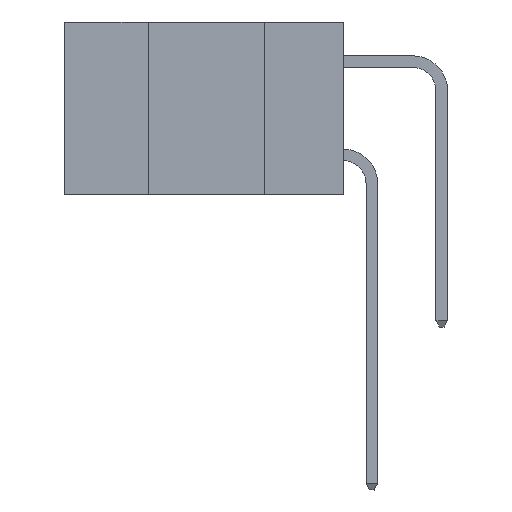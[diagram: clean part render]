
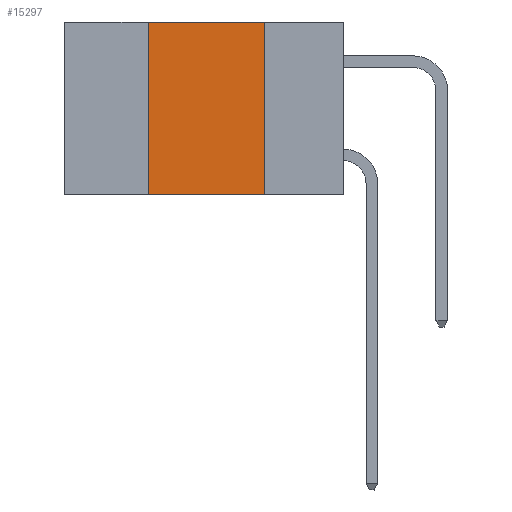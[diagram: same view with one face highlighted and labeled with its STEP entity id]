
A CAD part, left-side view. The second image highlights one B-rep face of the part: STEP entity #15297.
In plain terms, the highlighted planar face has unit normal (-1, 0, 0).
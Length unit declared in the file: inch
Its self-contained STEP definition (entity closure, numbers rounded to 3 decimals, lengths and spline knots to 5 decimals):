
#64 = EDGE_CURVE ( 'NONE', #4505, #7651, #11075, .T. ) ;
#1045 = LINE ( 'NONE', #4722, #2116 ) ;
#1127 = CARTESIAN_POINT ( 'NONE',  ( 0., 0.42, -0.37 ) ) ;
#1176 = VERTEX_POINT ( 'NONE', #2599 ) ;
#2116 = VECTOR ( 'NONE', #9017, 39.37008 ) ;
#2599 = CARTESIAN_POINT ( 'NONE',  ( 0., 0.17, 0. ) ) ;
#3566 = CARTESIAN_POINT ( 'NONE',  ( 0., 0.42, 0. ) ) ;
#4004 = CARTESIAN_POINT ( 'NONE',  ( 0., 0.42, -0.37 ) ) ;
#4391 = CARTESIAN_POINT ( 'NONE',  ( 0., 0.6, -0.37 ) ) ;
#4445 = EDGE_CURVE ( 'NONE', #1176, #7651, #1045, .T. ) ;
#4447 = VECTOR ( 'NONE', #7133, 39.37008 ) ;
#4478 = EDGE_CURVE ( 'NONE', #4505, #16959, #12070, .T. ) ;
#4505 = VERTEX_POINT ( 'NONE', #4004 ) ;
#4722 = CARTESIAN_POINT ( 'NONE',  ( 0., 0.17, -0.37 ) ) ;
#4985 = DIRECTION ( 'NONE',  ( 1., 0., 0. ) ) ;
#5064 = DIRECTION ( 'NONE',  ( 0., 0., -1. ) ) ;
#6457 = DIRECTION ( 'NONE',  ( 0., 0., 1. ) ) ;
#6476 = LINE ( 'NONE', #14301, #8599 ) ;
#7133 = DIRECTION ( 'NONE',  ( 0., -1., 0. ) ) ;
#7306 = ORIENTED_EDGE ( 'NONE', *, *, #15384, .F. ) ;
#7651 = VERTEX_POINT ( 'NONE', #9030 ) ;
#7657 = DIRECTION ( 'NONE',  ( 0., -1., 0. ) ) ;
#8599 = VECTOR ( 'NONE', #7657, 39.37008 ) ;
#9017 = DIRECTION ( 'NONE',  ( 0., 0., -1. ) ) ;
#9030 = CARTESIAN_POINT ( 'NONE',  ( 0., 0.17, -0.37 ) ) ;
#10298 = ORIENTED_EDGE ( 'NONE', *, *, #4478, .F. ) ;
#11075 = LINE ( 'NONE', #4391, #4447 ) ;
#11233 = ORIENTED_EDGE ( 'NONE', *, *, #4445, .F. ) ;
#11748 = FACE_OUTER_BOUND ( 'NONE', #13975, .T. ) ;
#12070 = LINE ( 'NONE', #1127, #15808 ) ;
#12735 = ORIENTED_EDGE ( 'NONE', *, *, #64, .T. ) ;
#13070 = PLANE ( 'NONE',  #16723 ) ;
#13975 = EDGE_LOOP ( 'NONE', ( #11233, #7306, #10298, #12735 ) ) ;
#14301 = CARTESIAN_POINT ( 'NONE',  ( 0., 0.6, 0. ) ) ;
#15297 = ADVANCED_FACE ( 'NONE', ( #11748 ), #13070, .F. ) ;
#15384 = EDGE_CURVE ( 'NONE', #16959, #1176, #6476, .T. ) ;
#15808 = VECTOR ( 'NONE', #6457, 39.37008 ) ;
#16723 = AXIS2_PLACEMENT_3D ( 'NONE', #17085, #4985, #5064 ) ;
#16959 = VERTEX_POINT ( 'NONE', #3566 ) ;
#17085 = CARTESIAN_POINT ( 'NONE',  ( 0., 0.6, 0. ) ) ;
